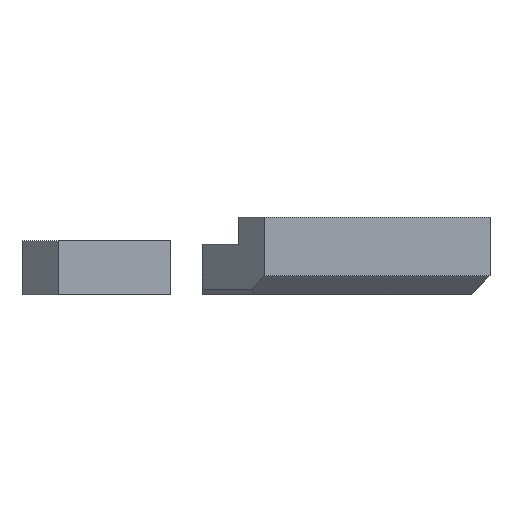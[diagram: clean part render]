
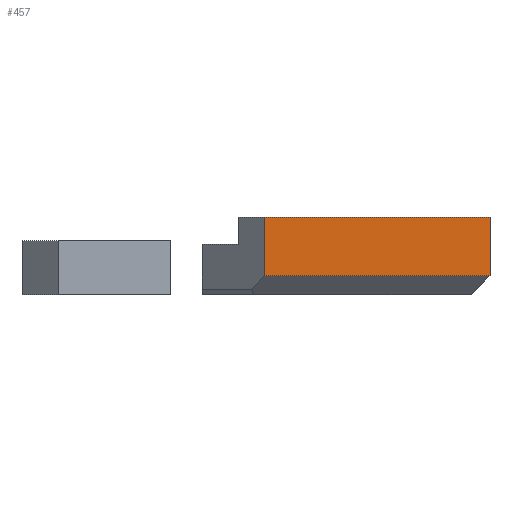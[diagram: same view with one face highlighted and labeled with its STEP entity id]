
A CAD part, left-side view. The second image highlights one B-rep face of the part: STEP entity #457.
In plain terms, the highlighted planar face has unit normal (-1, 0, 0).
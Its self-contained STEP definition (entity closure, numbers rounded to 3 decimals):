
#79 = VERTEX_POINT('',#80);
#80 = CARTESIAN_POINT('',(-18.,0.,2.1));
#86 = EDGE_CURVE('',#87,#79,#89,.T.);
#87 = VERTEX_POINT('',#88);
#88 = CARTESIAN_POINT('',(-18.,0.,8.6));
#89 = LINE('',#90,#91);
#90 = CARTESIAN_POINT('',(-18.,0.,8.6));
#91 = VECTOR('',#92,1.);
#92 = DIRECTION('',(0.,0.,-1.));
#457 = ADVANCED_FACE('',(#458),#483,.T.);
#458 = FACE_BOUND('',#459,.T.);
#459 = EDGE_LOOP('',(#460,#461,#469,#477));
#460 = ORIENTED_EDGE('',*,*,#86,.F.);
#461 = ORIENTED_EDGE('',*,*,#462,.T.);
#462 = EDGE_CURVE('',#87,#463,#465,.T.);
#463 = VERTEX_POINT('',#464);
#464 = CARTESIAN_POINT('',(-18.,25.,8.6));
#465 = LINE('',#466,#467);
#466 = CARTESIAN_POINT('',(-18.,0.,8.6));
#467 = VECTOR('',#468,1.);
#468 = DIRECTION('',(0.,1.,0.));
#469 = ORIENTED_EDGE('',*,*,#470,.T.);
#470 = EDGE_CURVE('',#463,#471,#473,.T.);
#471 = VERTEX_POINT('',#472);
#472 = CARTESIAN_POINT('',(-18.,25.,2.1));
#473 = LINE('',#474,#475);
#474 = CARTESIAN_POINT('',(-18.,25.,9.6));
#475 = VECTOR('',#476,1.);
#476 = DIRECTION('',(0.,0.,-1.));
#477 = ORIENTED_EDGE('',*,*,#478,.T.);
#478 = EDGE_CURVE('',#471,#79,#479,.T.);
#479 = LINE('',#480,#481);
#480 = CARTESIAN_POINT('',(-18.,-0.5,2.1));
#481 = VECTOR('',#482,1.);
#482 = DIRECTION('',(0.,-1.,0.));
#483 = PLANE('',#484);
#484 = AXIS2_PLACEMENT_3D('',#485,#486,#487);
#485 = CARTESIAN_POINT('',(-18.,0.,8.6));
#486 = DIRECTION('',(-1.,0.,0.));
#487 = DIRECTION('',(0.,0.,-1.));
